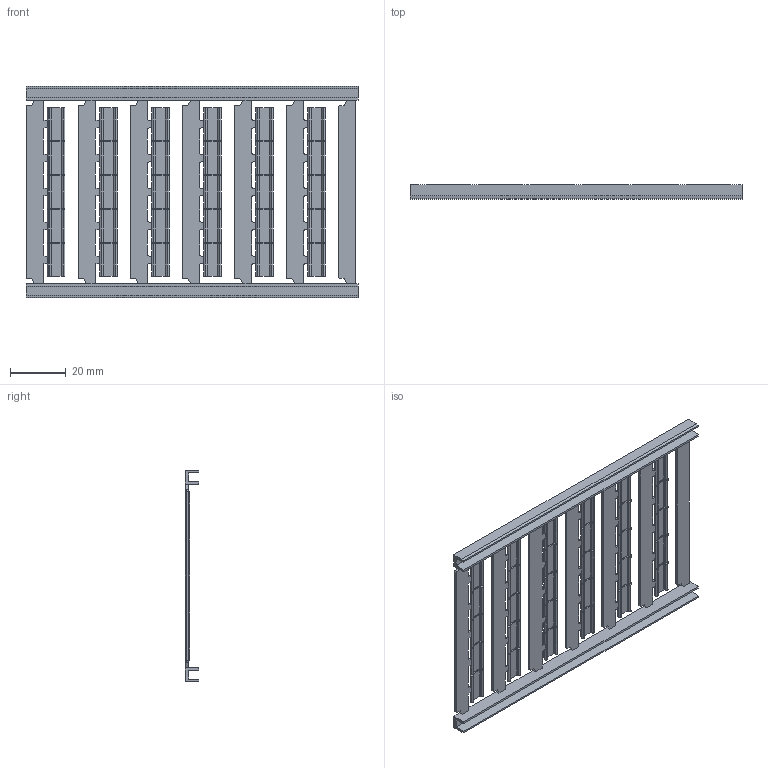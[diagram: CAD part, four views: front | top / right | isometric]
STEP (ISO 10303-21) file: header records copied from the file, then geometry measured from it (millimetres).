
FILE_DESCRIPTION((''),'2;1');
FILE_NAME('8YB867194','2022-08-22T',('Administrator'),(''),'PRO/ENGINEER BY PARAMETRIC TECHNOLOGY CORPORATION, 2013230','PRO/ENGINEER BY PARAMETRIC TECHNOLOGY CORPORATION, 2013230','');
FILE_SCHEMA(('CONFIG_CONTROL_DESIGN'));
Length unit declared in the file: millimetre
Products named in the file (1): 8YB867194
Bounding box: 119.2 x 5 x 76 mm (x, y, z)
Volume: 8742.4 mm3; surface area: 19324.5 mm2
Topology: 1 solids, 1 shells, 1225 faces, 3289 edges, 2012 vertices
Faces by surface type: plane 911, cylinder 314
Entity records: 37681 total; most frequent: CARTESIAN_POINT 6956, ORIENTED_EDGE 6578, DIRECTION 6219, EDGE_CURVE 3289, VECTOR 2541, LINE 2541, VERTEX_POINT 2012, AXIS2_PLACEMENT_3D 1839
